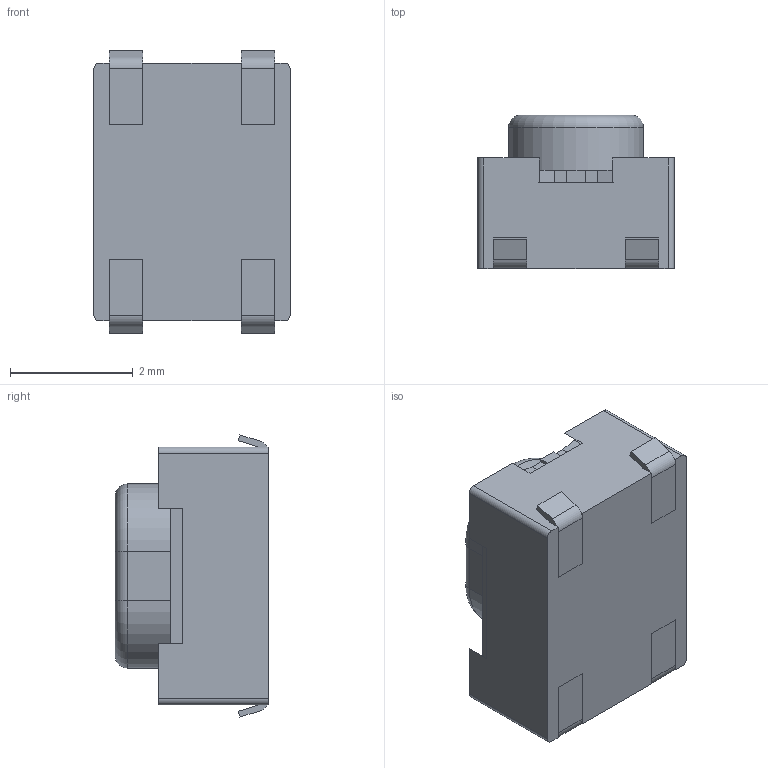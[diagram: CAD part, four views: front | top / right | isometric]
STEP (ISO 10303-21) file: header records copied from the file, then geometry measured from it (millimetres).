
FILE_DESCRIPTION(/* description */ ('Unknown'),/* implementation_level */ '2;1');
FILE_NAME(/* name */ '434153025850',/* time_stamp */ '2025-10-14T10:41:36+02:00',/* author */ ('Unknown'),/* organization */ ('Unknown'),/* preprocessor_version */ 'ST-DEVELOPER v19.4',/* originating_system */ 'Solid Edge',/* authorisation */ 'Unknown');
FILE_SCHEMA (('AUTOMOTIVE_DESIGN {1 0 10303 214 3 1 1}'));
Length unit declared in the file: millimetre
Products named in the file (5): 434153025850; Frame; Cover; Stem; Terminal
Assembly tree (7 placements, depth 2):
  434153025850
    Frame
    Cover
    Stem
    Terminal  x4
Bounding box: 3.2 x 2.5 x 4.6 mm (x, y, z)
Volume: 28.3 mm3; surface area: 107 mm2
Topology: 7 solids, 7 shells, 141 faces, 371 edges, 246 vertices
Faces by surface type: plane 112, cylinder 27, torus 2
Full cylindrical faces by diameter (mm): 0.75 x1
Entity records: 3594 total; most frequent: CARTESIAN_POINT 613, ORIENTED_EDGE 594, DIRECTION 586, EDGE_CURVE 297, LINE 246, VECTOR 246, VERTEX_POINT 197, AXIS2_PLACEMENT_3D 170
